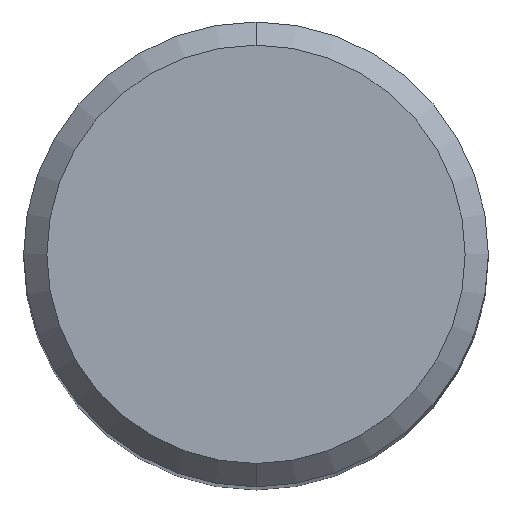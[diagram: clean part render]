
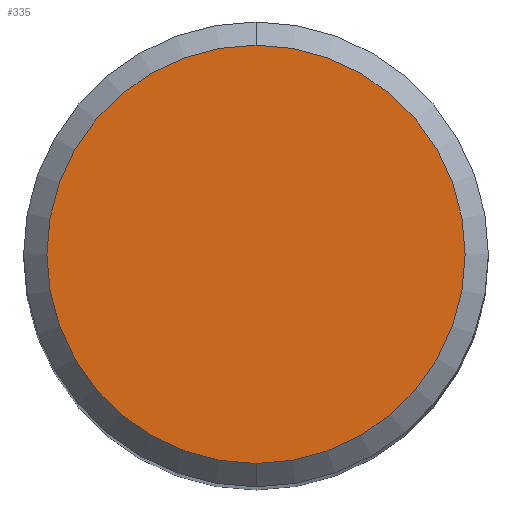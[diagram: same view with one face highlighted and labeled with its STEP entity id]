
A CAD part, top view. The second image highlights one B-rep face of the part: STEP entity #335.
In plain terms, the highlighted planar face has unit normal (0, 0, 1).
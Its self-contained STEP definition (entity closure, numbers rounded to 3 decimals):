
#305=VERTEX_POINT('',#625);
#335=ADVANCED_FACE('',(#658),#659,.T.);
#387=VERTEX_POINT('',#716);
#433=EDGE_CURVE('',#387,#305,#765,.T.);
#453=EDGE_CURVE('',#305,#387,#789,.T.);
#625=CARTESIAN_POINT('',(0.0,4.5,0.0));
#658=FACE_OUTER_BOUND('',#1170,.T.);
#659=PLANE('',#1171);
#716=CARTESIAN_POINT('',(0.,-4.5,0.0));
#765=CIRCLE('',#1425,4.5);
#789=CIRCLE('',#1454,4.5);
#1170=EDGE_LOOP('',(#1690,#1691));
#1171=AXIS2_PLACEMENT_3D('',#1692,#1693,#1694);
#1425=AXIS2_PLACEMENT_3D('',#1784,#1785,#1786);
#1454=AXIS2_PLACEMENT_3D('',#1822,#1823,#1824);
#1690=ORIENTED_EDGE('',*,*,#453,.F.);
#1691=ORIENTED_EDGE('',*,*,#433,.F.);
#1692=CARTESIAN_POINT('',(0.0,2.25,0.0));
#1693=DIRECTION('',(-0.0,0.0,1.0));
#1694=DIRECTION('',(0.0,-1.0,0.0));
#1784=CARTESIAN_POINT('',(0.0,0.0,0.0));
#1785=DIRECTION('',(0.0,0.0,-1.0));
#1786=DIRECTION('',(0.0,1.0,0.0));
#1822=CARTESIAN_POINT('',(0.0,0.0,0.0));
#1823=DIRECTION('',(0.0,0.0,-1.0));
#1824=DIRECTION('',(0.0,1.0,0.0));
